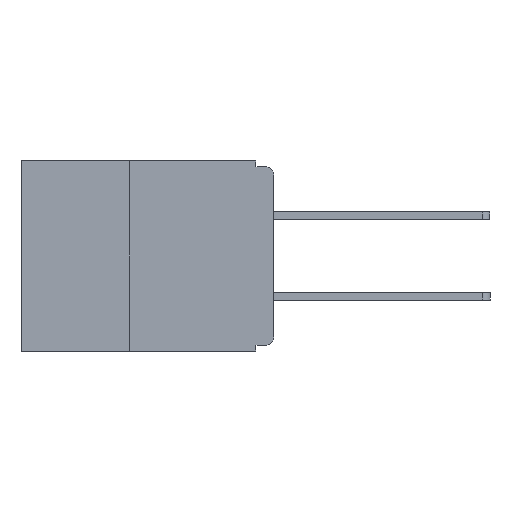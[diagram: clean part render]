
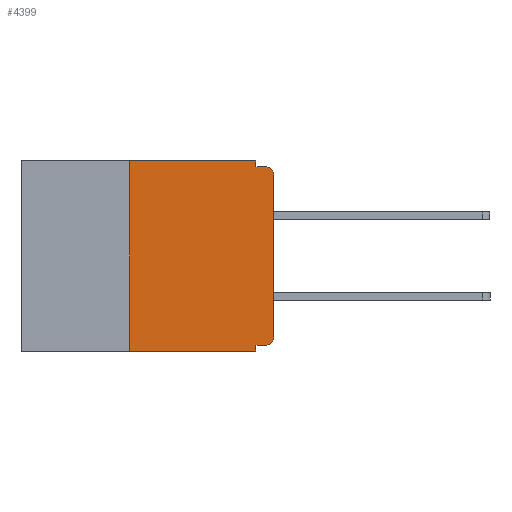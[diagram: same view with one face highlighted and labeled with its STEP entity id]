
A CAD part, left-side view. The second image highlights one B-rep face of the part: STEP entity #4399.
In plain terms, the highlighted planar face has unit normal (-1, 0, 0).
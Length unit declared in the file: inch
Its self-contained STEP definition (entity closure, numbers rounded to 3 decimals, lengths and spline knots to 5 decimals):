
#114 = VECTOR ( 'NONE', #7020, 39.37008 ) ;
#493 = VECTOR ( 'NONE', #1434, 39.37008 ) ;
#505 = VERTEX_POINT ( 'NONE', #4644 ) ;
#1252 = EDGE_CURVE ( 'NONE', #20031, #2543, #19130, .T. ) ;
#1338 = EDGE_CURVE ( 'NONE', #9942, #5861, #4877, .T. ) ;
#1434 = DIRECTION ( 'NONE',  ( 0., 0., 1. ) ) ;
#1685 = CARTESIAN_POINT ( 'NONE',  ( 0., 0.031, -0.01 ) ) ;
#1877 = DIRECTION ( 'NONE',  ( -1., 0., 0. ) ) ;
#2543 = VERTEX_POINT ( 'NONE', #1685 ) ;
#2660 = VECTOR ( 'NONE', #18133, 39.37008 ) ;
#2880 = CARTESIAN_POINT ( 'NONE',  ( 0., 0., 0. ) ) ;
#3443 = CARTESIAN_POINT ( 'NONE',  ( 0., 0., -0.01 ) ) ;
#3482 = CARTESIAN_POINT ( 'NONE',  ( 0., 0.25, 0. ) ) ;
#3763 = VERTEX_POINT ( 'NONE', #3482 ) ;
#4284 = LINE ( 'NONE', #3443, #16078 ) ;
#4319 = LINE ( 'NONE', #6795, #20721 ) ;
#4399 = ADVANCED_FACE ( 'NONE', ( #15600 ), #14256, .F. ) ;
#4400 = CARTESIAN_POINT ( 'NONE',  ( 0., 0.015, -0.32 ) ) ;
#4416 = VECTOR ( 'NONE', #17686, 39.37008 ) ;
#4475 = ORIENTED_EDGE ( 'NONE', *, *, #1252, .F. ) ;
#4524 = LINE ( 'NONE', #7582, #114 ) ;
#4565 = EDGE_CURVE ( 'NONE', #505, #3763, #4524, .T. ) ;
#4597 = VERTEX_POINT ( 'NONE', #7043 ) ;
#4615 = VERTEX_POINT ( 'NONE', #4400 ) ;
#4644 = CARTESIAN_POINT ( 'NONE',  ( 0., 0.25, -0.33 ) ) ;
#4877 = LINE ( 'NONE', #2880, #493 ) ;
#4922 = EDGE_CURVE ( 'NONE', #4615, #9942, #19248, .T. ) ;
#4949 = ORIENTED_EDGE ( 'NONE', *, *, #8921, .T. ) ;
#5302 = CARTESIAN_POINT ( 'NONE',  ( 0., 0.031, -0.33 ) ) ;
#5861 = VERTEX_POINT ( 'NONE', #18975 ) ;
#5876 = CARTESIAN_POINT ( 'NONE',  ( 0., 0.015, -0.025 ) ) ;
#6353 = VERTEX_POINT ( 'NONE', #10683 ) ;
#6712 = AXIS2_PLACEMENT_3D ( 'NONE', #11631, #1877, #13244 ) ;
#6795 = CARTESIAN_POINT ( 'NONE',  ( 0., 0.437, -0.33 ) ) ;
#6893 = VECTOR ( 'NONE', #13003, 39.37008 ) ;
#6980 = LINE ( 'NONE', #5302, #2660 ) ;
#7020 = DIRECTION ( 'NONE',  ( 0., 0., 1. ) ) ;
#7043 = CARTESIAN_POINT ( 'NONE',  ( 0., 0.015, -0.01 ) ) ;
#7495 = DIRECTION ( 'NONE',  ( 0., 0., -1. ) ) ;
#7582 = CARTESIAN_POINT ( 'NONE',  ( 0., 0.25, -0.33 ) ) ;
#8452 = ORIENTED_EDGE ( 'NONE', *, *, #1338, .T. ) ;
#8718 = LINE ( 'NONE', #19180, #4416 ) ;
#8921 = EDGE_CURVE ( 'NONE', #505, #14496, #4319, .T. ) ;
#9323 = AXIS2_PLACEMENT_3D ( 'NONE', #5876, #17081, #7495 ) ;
#9334 = CARTESIAN_POINT ( 'NONE',  ( 0., 0., -0.305 ) ) ;
#9698 = EDGE_CURVE ( 'NONE', #4615, #6353, #12411, .T. ) ;
#9914 = CARTESIAN_POINT ( 'NONE',  ( 0., 0.031, -0.33 ) ) ;
#9942 = VERTEX_POINT ( 'NONE', #9334 ) ;
#10139 = ORIENTED_EDGE ( 'NONE', *, *, #4922, .T. ) ;
#10357 = DIRECTION ( 'NONE',  ( 0., 1., 0. ) ) ;
#10683 = CARTESIAN_POINT ( 'NONE',  ( 0., 0.031, -0.32 ) ) ;
#10866 = ORIENTED_EDGE ( 'NONE', *, *, #14404, .F. ) ;
#10974 = CARTESIAN_POINT ( 'NONE',  ( 0., 0.031, 0. ) ) ;
#11631 = CARTESIAN_POINT ( 'NONE',  ( 0., 0.015, -0.305 ) ) ;
#11679 = DIRECTION ( 'NONE',  ( 0., -1., 0. ) ) ;
#12154 = EDGE_CURVE ( 'NONE', #6353, #14496, #6980, .T. ) ;
#12395 = CIRCLE ( 'NONE', #9323, 0.015 ) ;
#12411 = LINE ( 'NONE', #16680, #19790 ) ;
#13003 = DIRECTION ( 'NONE',  ( 0., 0., -1. ) ) ;
#13244 = DIRECTION ( 'NONE',  ( 0., 0., -1. ) ) ;
#13302 = ORIENTED_EDGE ( 'NONE', *, *, #9698, .F. ) ;
#13499 = DIRECTION ( 'NONE',  ( 0., 0., -1. ) ) ;
#13617 = DIRECTION ( 'NONE',  ( 1., 0., 0. ) ) ;
#13691 = CARTESIAN_POINT ( 'NONE',  ( 0., 0.437, 0. ) ) ;
#14256 = PLANE ( 'NONE',  #19270 ) ;
#14404 = EDGE_CURVE ( 'NONE', #3763, #20031, #8718, .T. ) ;
#14496 = VERTEX_POINT ( 'NONE', #9914 ) ;
#14873 = DIRECTION ( 'NONE',  ( 0., -1., 0. ) ) ;
#15600 = FACE_OUTER_BOUND ( 'NONE', #19966, .T. ) ;
#16078 = VECTOR ( 'NONE', #11679, 39.37008 ) ;
#16680 = CARTESIAN_POINT ( 'NONE',  ( 0., 0., -0.32 ) ) ;
#16822 = ORIENTED_EDGE ( 'NONE', *, *, #17542, .F. ) ;
#17014 = ORIENTED_EDGE ( 'NONE', *, *, #12154, .F. ) ;
#17081 = DIRECTION ( 'NONE',  ( -1., 0., 0. ) ) ;
#17142 = EDGE_CURVE ( 'NONE', #5861, #4597, #12395, .T. ) ;
#17542 = EDGE_CURVE ( 'NONE', #2543, #4597, #4284, .T. ) ;
#17686 = DIRECTION ( 'NONE',  ( 0., -1., 0. ) ) ;
#18133 = DIRECTION ( 'NONE',  ( 0., 0., -1. ) ) ;
#18975 = CARTESIAN_POINT ( 'NONE',  ( 0., 0., -0.025 ) ) ;
#19130 = LINE ( 'NONE', #19475, #6893 ) ;
#19180 = CARTESIAN_POINT ( 'NONE',  ( 0., 0.437, 0. ) ) ;
#19248 = CIRCLE ( 'NONE', #6712, 0.015 ) ;
#19270 = AXIS2_PLACEMENT_3D ( 'NONE', #13691, #13617, #13499 ) ;
#19475 = CARTESIAN_POINT ( 'NONE',  ( 0., 0.031, 0. ) ) ;
#19790 = VECTOR ( 'NONE', #10357, 39.37008 ) ;
#19966 = EDGE_LOOP ( 'NONE', ( #8452, #20345, #16822, #4475, #10866, #20276, #4949, #17014, #13302, #10139 ) ) ;
#20031 = VERTEX_POINT ( 'NONE', #10974 ) ;
#20276 = ORIENTED_EDGE ( 'NONE', *, *, #4565, .F. ) ;
#20345 = ORIENTED_EDGE ( 'NONE', *, *, #17142, .T. ) ;
#20721 = VECTOR ( 'NONE', #14873, 39.37008 ) ;
